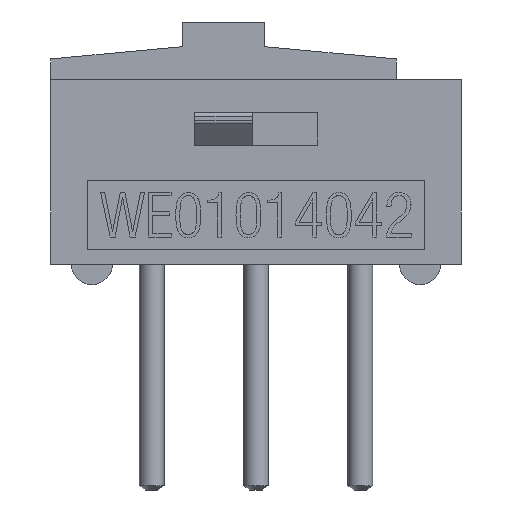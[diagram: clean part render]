
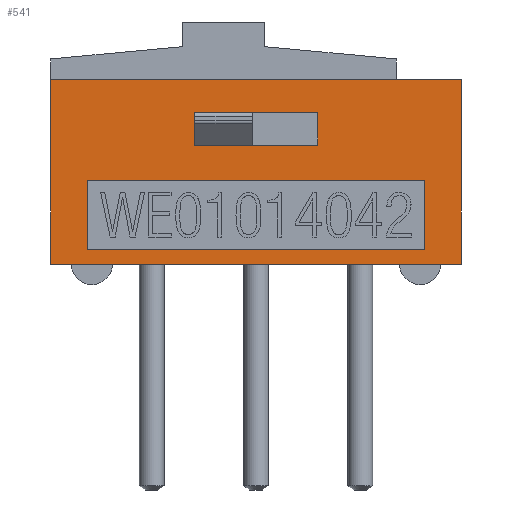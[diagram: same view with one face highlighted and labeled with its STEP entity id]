
A CAD part, front view. The second image highlights one B-rep face of the part: STEP entity #541.
In plain terms, the highlighted planar face has unit normal (0, -1, 0).
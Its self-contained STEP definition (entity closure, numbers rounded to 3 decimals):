
#541 = ADVANCED_FACE( '', ( #1115, #1116, #1117 ), #1118, .F. );
#1115 = FACE_BOUND( '', #1694, .T. );
#1116 = FACE_OUTER_BOUND( '', #1695, .T. );
#1117 = FACE_BOUND( '', #1696, .T. );
#1118 = PLANE( '', #1697 );
#1694 = EDGE_LOOP( '', ( #3240, #3241, #3242, #3243 ) );
#1695 = EDGE_LOOP( '', ( #3244, #3245, #3246, #3247 ) );
#1696 = EDGE_LOOP( '', ( #3248, #3249, #3250, #3251 ) );
#1697 = AXIS2_PLACEMENT_3D( '', #3252, #3253, #3254 );
#3240 = ORIENTED_EDGE( '', *, *, #3813, .F. );
#3241 = ORIENTED_EDGE( '', *, *, #3531, .F. );
#3242 = ORIENTED_EDGE( '', *, *, #3781, .F. );
#3243 = ORIENTED_EDGE( '', *, *, #3568, .F. );
#3244 = ORIENTED_EDGE( '', *, *, #3441, .T. );
#3245 = ORIENTED_EDGE( '', *, *, #3816, .F. );
#3246 = ORIENTED_EDGE( '', *, *, #3756, .F. );
#3247 = ORIENTED_EDGE( '', *, *, #3499, .T. );
#3248 = ORIENTED_EDGE( '', *, *, #3792, .F. );
#3249 = ORIENTED_EDGE( '', *, *, #3747, .F. );
#3250 = ORIENTED_EDGE( '', *, *, #3528, .F. );
#3251 = ORIENTED_EDGE( '', *, *, #3340, .F. );
#3252 = CARTESIAN_POINT( '', ( -5., -1.25, 5. ) );
#3253 = DIRECTION( '', ( 0., 1., 0. ) );
#3254 = DIRECTION( '', ( -1., 0., 0. ) );
#3340 = EDGE_CURVE( '', #3957, #3959, #3960, .T. );
#3441 = EDGE_CURVE( '', #4134, #4138, #4140, .T. );
#3499 = EDGE_CURVE( '', #4227, #4134, #4228, .T. );
#3528 = EDGE_CURVE( '', #3959, #4274, #4275, .T. );
#3531 = EDGE_CURVE( '', #4278, #4279, #4280, .T. );
#3568 = EDGE_CURVE( '', #4334, #4335, #4336, .T. );
#3747 = EDGE_CURVE( '', #4274, #4586, #4587, .T. );
#3756 = EDGE_CURVE( '', #4227, #4597, #4598, .T. );
#3781 = EDGE_CURVE( '', #4335, #4278, #4630, .T. );
#3792 = EDGE_CURVE( '', #4586, #3957, #4641, .T. );
#3813 = EDGE_CURVE( '', #4279, #4334, #4668, .T. );
#3816 = EDGE_CURVE( '', #4597, #4138, #4671, .T. );
#3957 = VERTEX_POINT( '', #4903 );
#3959 = VERTEX_POINT( '', #4906 );
#3960 = LINE( '', #4907, #4908 );
#4134 = VERTEX_POINT( '', #5191 );
#4138 = VERTEX_POINT( '', #5197 );
#4140 = LINE( '', #5200, #5201 );
#4227 = VERTEX_POINT( '', #5355 );
#4228 = LINE( '', #5356, #5357 );
#4274 = VERTEX_POINT( '', #5423 );
#4275 = LINE( '', #5424, #5425 );
#4278 = VERTEX_POINT( '', #5429 );
#4279 = VERTEX_POINT( '', #5430 );
#4280 = LINE( '', #5431, #5432 );
#4334 = VERTEX_POINT( '', #5527 );
#4335 = VERTEX_POINT( '', #5528 );
#4336 = LINE( '', #5529, #5530 );
#4586 = VERTEX_POINT( '', #5938 );
#4587 = LINE( '', #5939, #5940 );
#4597 = VERTEX_POINT( '', #5956 );
#4598 = LINE( '', #5957, #5958 );
#4630 = LINE( '', #6011, #6012 );
#4641 = LINE( '', #6030, #6031 );
#4668 = LINE( '', #6071, #6072 );
#4671 = LINE( '', #6076, #6077 );
#4903 = CARTESIAN_POINT( '', ( -1.5, -1.25, 3.4 ) );
#4906 = CARTESIAN_POINT( '', ( 1.5, -1.25, 3.4 ) );
#4907 = CARTESIAN_POINT( '', ( -5., -1.25, 3.4 ) );
#4908 = VECTOR( '', #6210, 1000. );
#5191 = CARTESIAN_POINT( '', ( -5., -1.25, 0.5 ) );
#5197 = CARTESIAN_POINT( '', ( 5., -1.25, 0.5 ) );
#5200 = CARTESIAN_POINT( '', ( -5., -1.25, 0.5 ) );
#5201 = VECTOR( '', #6257, 1000. );
#5355 = CARTESIAN_POINT( '', ( -5., -1.25, 5. ) );
#5356 = CARTESIAN_POINT( '', ( -5., -1.25, 5. ) );
#5357 = VECTOR( '', #6285, 1000. );
#5423 = CARTESIAN_POINT( '', ( 1.5, -1.25, 4.2 ) );
#5424 = CARTESIAN_POINT( '', ( 1.5, -1.25, 5. ) );
#5425 = VECTOR( '', #6301, 1000. );
#5429 = CARTESIAN_POINT( '', ( -4.1, -1.25, 2.55 ) );
#5430 = CARTESIAN_POINT( '', ( -4.1, -1.25, 0.85 ) );
#5431 = CARTESIAN_POINT( '', ( -4.1, -1.25, 2.55 ) );
#5432 = VECTOR( '', #6303, 1000. );
#5527 = CARTESIAN_POINT( '', ( 4.1, -1.25, 0.85 ) );
#5528 = CARTESIAN_POINT( '', ( 4.1, -1.25, 2.55 ) );
#5529 = CARTESIAN_POINT( '', ( 4.1, -1.25, 0.85 ) );
#5530 = VECTOR( '', #6321, 1000. );
#5938 = CARTESIAN_POINT( '', ( -1.5, -1.25, 4.2 ) );
#5939 = CARTESIAN_POINT( '', ( -5., -1.25, 4.2 ) );
#5940 = VECTOR( '', #6417, 1000. );
#5956 = CARTESIAN_POINT( '', ( 5., -1.25, 5. ) );
#5957 = CARTESIAN_POINT( '', ( -5., -1.25, 5. ) );
#5958 = VECTOR( '', #6420, 1000. );
#6011 = CARTESIAN_POINT( '', ( 4.1, -1.25, 2.55 ) );
#6012 = VECTOR( '', #6429, 1000. );
#6030 = CARTESIAN_POINT( '', ( -1.5, -1.25, 5. ) );
#6031 = VECTOR( '', #6432, 1000. );
#6071 = CARTESIAN_POINT( '', ( -4.1, -1.25, 0.85 ) );
#6072 = VECTOR( '', #6441, 1000. );
#6076 = CARTESIAN_POINT( '', ( 5., -1.25, 5. ) );
#6077 = VECTOR( '', #6443, 1000. );
#6210 = DIRECTION( '', ( 1., 0., 0. ) );
#6257 = DIRECTION( '', ( 1., 0., 0. ) );
#6285 = DIRECTION( '', ( 0., 0., -1. ) );
#6301 = DIRECTION( '', ( 0., 0., 1. ) );
#6303 = DIRECTION( '', ( 0., 0., -1. ) );
#6321 = DIRECTION( '', ( 0., 0., 1. ) );
#6417 = DIRECTION( '', ( -1., 0., 0. ) );
#6420 = DIRECTION( '', ( 1., 0., 0. ) );
#6429 = DIRECTION( '', ( -1., 0., 0. ) );
#6432 = DIRECTION( '', ( 0., 0., -1. ) );
#6441 = DIRECTION( '', ( 1., 0., 0. ) );
#6443 = DIRECTION( '', ( 0., 0., -1. ) );
